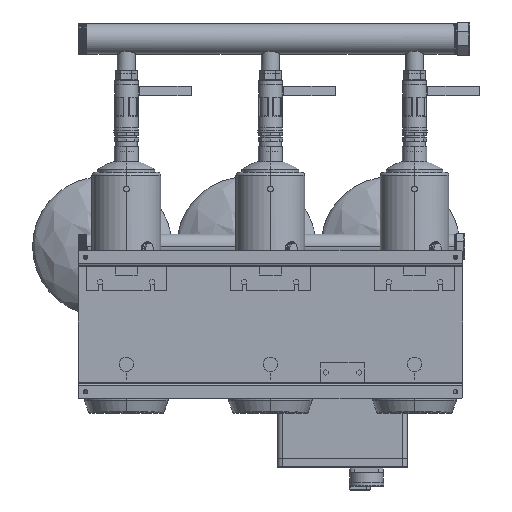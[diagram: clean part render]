
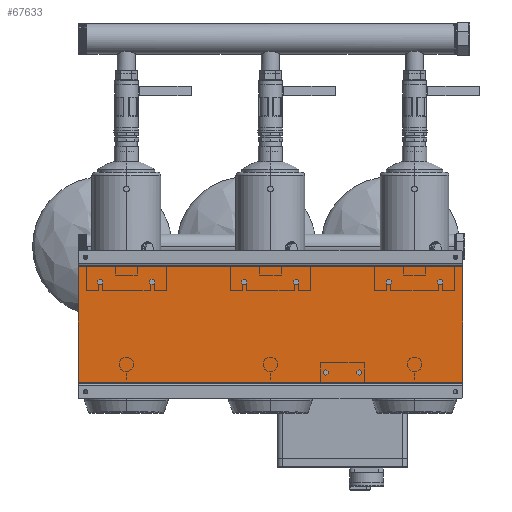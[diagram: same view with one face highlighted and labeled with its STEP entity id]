
A CAD part, front view. The second image highlights one B-rep face of the part: STEP entity #67633.
In plain terms, the highlighted planar face has unit normal (0, -1, 0).
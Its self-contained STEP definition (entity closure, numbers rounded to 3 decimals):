
#5312 = EDGE_CURVE ( 'NONE', #49922, #103568, #82153, .T. ) ;
#5735 = LINE ( 'NONE', #35504, #17314 ) ;
#5854 = LINE ( 'NONE', #114413, #119604 ) ;
#11361 = EDGE_CURVE ( 'NONE', #107467, #13458, #5854, .T. ) ;
#13458 = VERTEX_POINT ( 'NONE', #123458 ) ;
#15617 = CARTESIAN_POINT ( 'NONE',  ( 400., 52., -120. ) ) ;
#17314 = VECTOR ( 'NONE', #36142, 1000. ) ;
#30092 = LINE ( 'NONE', #78539, #83712 ) ;
#35504 = CARTESIAN_POINT ( 'NONE',  ( 400., 52., 120. ) ) ;
#36142 = DIRECTION ( 'NONE',  ( 0., 0., -1. ) ) ;
#39655 = EDGE_CURVE ( 'NONE', #107467, #49922, #5735, .T. ) ;
#46608 = DIRECTION ( 'NONE',  ( 0., 0., 1. ) ) ;
#47890 = PLANE ( 'NONE',  #60568 ) ;
#49922 = VERTEX_POINT ( 'NONE', #98203 ) ;
#53680 = DIRECTION ( 'NONE',  ( -1., 0., 0. ) ) ;
#54016 = EDGE_LOOP ( 'NONE', ( #68288, #126320, #93640, #113398 ) ) ;
#60568 = AXIS2_PLACEMENT_3D ( 'NONE', #15617, #104752, #46608 ) ;
#60718 = EDGE_CURVE ( 'NONE', #13458, #103568, #30092, .T. ) ;
#67633 = ADVANCED_FACE ( 'NONE', ( #114440 ), #47890, .F. ) ;
#68288 = ORIENTED_EDGE ( 'NONE', *, *, #60718, .T. ) ;
#71224 = DIRECTION ( 'NONE',  ( -1., 0., 0. ) ) ;
#76323 = CARTESIAN_POINT ( 'NONE',  ( -400., 52., -120. ) ) ;
#78539 = CARTESIAN_POINT ( 'NONE',  ( -400., 52., -120. ) ) ;
#79758 = DIRECTION ( 'NONE',  ( 0., 0., -1. ) ) ;
#82153 = LINE ( 'NONE', #91212, #101563 ) ;
#83712 = VECTOR ( 'NONE', #79758, 1000. ) ;
#91212 = CARTESIAN_POINT ( 'NONE',  ( 400., 52., -120. ) ) ;
#93640 = ORIENTED_EDGE ( 'NONE', *, *, #39655, .F. ) ;
#98203 = CARTESIAN_POINT ( 'NONE',  ( 400., 52., -120. ) ) ;
#101563 = VECTOR ( 'NONE', #71224, 1000. ) ;
#103568 = VERTEX_POINT ( 'NONE', #76323 ) ;
#104752 = DIRECTION ( 'NONE',  ( 0., 1., 0. ) ) ;
#107467 = VERTEX_POINT ( 'NONE', #108746 ) ;
#108746 = CARTESIAN_POINT ( 'NONE',  ( 400., 52., 120. ) ) ;
#113398 = ORIENTED_EDGE ( 'NONE', *, *, #11361, .T. ) ;
#114413 = CARTESIAN_POINT ( 'NONE',  ( 400., 52., 120. ) ) ;
#114440 = FACE_OUTER_BOUND ( 'NONE', #54016, .T. ) ;
#119604 = VECTOR ( 'NONE', #53680, 1000. ) ;
#123458 = CARTESIAN_POINT ( 'NONE',  ( -400., 52., 120. ) ) ;
#126320 = ORIENTED_EDGE ( 'NONE', *, *, #5312, .F. ) ;
